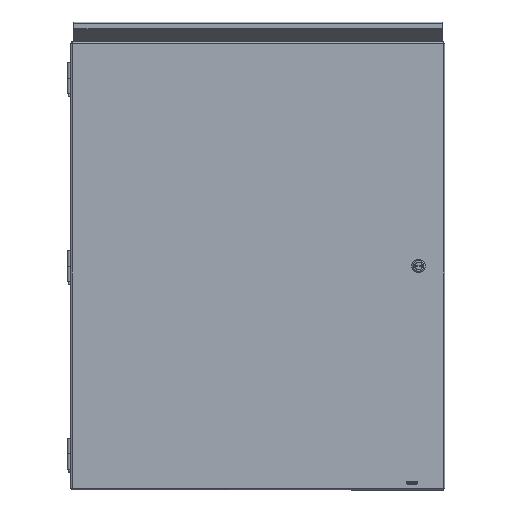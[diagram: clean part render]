
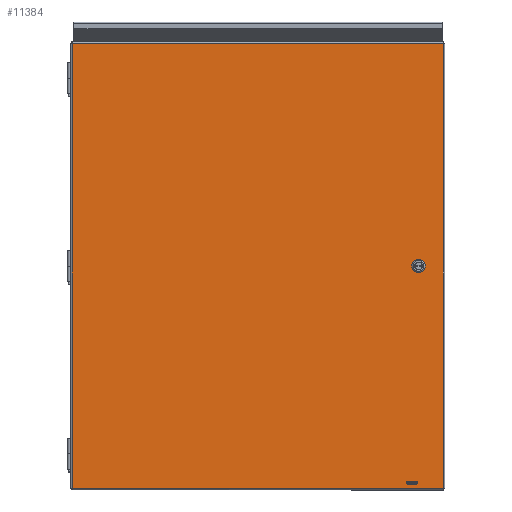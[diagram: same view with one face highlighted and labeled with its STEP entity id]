
A CAD part, top view. The second image highlights one B-rep face of the part: STEP entity #11384.
In plain terms, the highlighted planar face has unit normal (0, 0, 1).
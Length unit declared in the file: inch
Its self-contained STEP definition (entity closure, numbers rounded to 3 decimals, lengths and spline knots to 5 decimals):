
#509=FACE_BOUND($,#1885,.T.);
#510=FACE_BOUND($,#1886,.T.);
#511=FACE_BOUND($,#1887,.T.);
#731=PLANE($,#12187);
#1885=EDGE_LOOP($,(#8285,#8286,#8287,#8288));
#1886=EDGE_LOOP($,(#8289,#8290,#8291,#8292,#8293,#8294,#8295,#8296));
#1887=EDGE_LOOP($,(#8297,#8298,#8299,#8300));
#2572=CIRCLE($,#12135,0.125);
#2574=CIRCLE($,#12139,0.125);
#2577=CIRCLE($,#12144,0.453);
#2579=CIRCLE($,#12148,0.453);
#2581=CIRCLE($,#12152,0.453);
#2583=CIRCLE($,#12156,0.453);
#3175=LINE($,#17136,#4167);
#3179=LINE($,#17147,#4171);
#3184=LINE($,#17162,#4176);
#3188=LINE($,#17174,#4180);
#3192=LINE($,#17186,#4184);
#3196=LINE($,#17196,#4188);
#3198=LINE($,#17210,#4190);
#3214=LINE($,#17312,#4206);
#3229=LINE($,#17412,#4221);
#3244=LINE($,#17511,#4236);
#4167=VECTOR($,#13723,0.625);
#4171=VECTOR($,#13735,0.625);
#4176=VECTOR($,#13748,0.42712);
#4180=VECTOR($,#13760,0.42712);
#4184=VECTOR($,#13772,0.42712);
#4188=VECTOR($,#13784,0.42712);
#4190=VECTOR($,#13788,30.1251);
#4206=VECTOR($,#13818,36.1251);
#4221=VECTOR($,#13847,30.1251);
#4236=VECTOR($,#13876,36.1251);
#5121=VERTEX_POINT($,#17126);
#5122=VERTEX_POINT($,#17127);
#5125=VERTEX_POINT($,#17135);
#5127=VERTEX_POINT($,#17141);
#5131=VERTEX_POINT($,#17153);
#5132=VERTEX_POINT($,#17155);
#5134=VERTEX_POINT($,#17161);
#5136=VERTEX_POINT($,#17167);
#5138=VERTEX_POINT($,#17173);
#5140=VERTEX_POINT($,#17179);
#5142=VERTEX_POINT($,#17185);
#5144=VERTEX_POINT($,#17191);
#5147=VERTEX_POINT($,#17201);
#5148=VERTEX_POINT($,#17209);
#5159=VERTEX_POINT($,#17311);
#5169=VERTEX_POINT($,#17411);
#6239=EDGE_CURVE($,#5121,#5122,#2572,.T.);
#6243=EDGE_CURVE($,#5125,#5121,#3175,.T.);
#6246=EDGE_CURVE($,#5127,#5125,#2574,.T.);
#6249=EDGE_CURVE($,#5122,#5127,#3179,.T.);
#6253=EDGE_CURVE($,#5132,#5131,#2577,.T.);
#6256=EDGE_CURVE($,#5134,#5132,#3184,.T.);
#6259=EDGE_CURVE($,#5136,#5134,#2579,.T.);
#6262=EDGE_CURVE($,#5138,#5136,#3188,.T.);
#6265=EDGE_CURVE($,#5140,#5138,#2581,.T.);
#6268=EDGE_CURVE($,#5142,#5140,#3192,.T.);
#6271=EDGE_CURVE($,#5144,#5142,#2583,.T.);
#6274=EDGE_CURVE($,#5131,#5144,#3196,.T.);
#6277=EDGE_CURVE($,#5148,#5147,#3198,.T.);
#6297=EDGE_CURVE($,#5159,#5148,#3214,.T.);
#6316=EDGE_CURVE($,#5169,#5159,#3229,.T.);
#6335=EDGE_CURVE($,#5147,#5169,#3244,.T.);
#8285=ORIENTED_EDGE($,*,*,#6239,.T.);
#8286=ORIENTED_EDGE($,*,*,#6249,.T.);
#8287=ORIENTED_EDGE($,*,*,#6246,.T.);
#8288=ORIENTED_EDGE($,*,*,#6243,.T.);
#8289=ORIENTED_EDGE($,*,*,#6253,.T.);
#8290=ORIENTED_EDGE($,*,*,#6274,.T.);
#8291=ORIENTED_EDGE($,*,*,#6271,.T.);
#8292=ORIENTED_EDGE($,*,*,#6268,.T.);
#8293=ORIENTED_EDGE($,*,*,#6265,.T.);
#8294=ORIENTED_EDGE($,*,*,#6262,.T.);
#8295=ORIENTED_EDGE($,*,*,#6259,.T.);
#8296=ORIENTED_EDGE($,*,*,#6256,.T.);
#8297=ORIENTED_EDGE($,*,*,#6277,.T.);
#8298=ORIENTED_EDGE($,*,*,#6335,.T.);
#8299=ORIENTED_EDGE($,*,*,#6316,.T.);
#8300=ORIENTED_EDGE($,*,*,#6297,.T.);
#11384=ADVANCED_FACE($,(#509,#510,#511),#731,.T.);
#12135=AXIS2_PLACEMENT_3D($,#17128,#13715,#13716);
#12139=AXIS2_PLACEMENT_3D($,#17142,#13728,#13729);
#12144=AXIS2_PLACEMENT_3D($,#17156,#13742,#13743);
#12148=AXIS2_PLACEMENT_3D($,#17168,#13754,#13755);
#12152=AXIS2_PLACEMENT_3D($,#17180,#13766,#13767);
#12156=AXIS2_PLACEMENT_3D($,#17192,#13778,#13779);
#12187=AXIS2_PLACEMENT_3D($,#17598,#13903,#13904);
#13715=DIRECTION('center_axis',(0.,0.,-1.));
#13716=DIRECTION('ref_axis',(0.,-1.,0.));
#13723=DIRECTION($,(1.,0.,0.));
#13728=DIRECTION('center_axis',(0.,0.,-1.));
#13729=DIRECTION('ref_axis',(0.,1.,0.));
#13735=DIRECTION($,(-1.,0.,0.));
#13742=DIRECTION('center_axis',(0.,0.,-1.));
#13743=DIRECTION('ref_axis',(0.882,0.471,0.));
#13748=DIRECTION($,(1.,0.,0.));
#13754=DIRECTION('center_axis',(0.,0.,-1.));
#13755=DIRECTION('ref_axis',(-0.471,0.882,0.));
#13760=DIRECTION($,(0.,1.,0.));
#13766=DIRECTION('center_axis',(0.,0.,-1.));
#13767=DIRECTION('ref_axis',(-0.882,-0.471,0.));
#13772=DIRECTION($,(-1.,0.,0.));
#13778=DIRECTION('center_axis',(0.,0.,-1.));
#13779=DIRECTION('ref_axis',(0.471,-0.882,0.));
#13784=DIRECTION($,(0.,-1.,0.));
#13788=DIRECTION($,(1.,0.,0.));
#13818=DIRECTION($,(0.,-1.,0.));
#13847=DIRECTION($,(-1.,0.,0.));
#13876=DIRECTION($,(0.,1.,0.));
#13903=DIRECTION('center_axis',(0.,0.,1.));
#13904=DIRECTION('ref_axis',(1.,0.,0.));
#17126=CARTESIAN_POINT('',(12.84375,-17.46875,0.0937));
#17127=CARTESIAN_POINT('',(12.84375,-17.71875,0.0937));
#17128=CARTESIAN_POINT('Origin',(12.84375,-17.59375,0.0937));
#17135=CARTESIAN_POINT('',(12.21875,-17.46875,0.0937));
#17136=CARTESIAN_POINT($,(6.10938,-17.46875,0.0937));
#17141=CARTESIAN_POINT('',(12.21875,-17.71875,0.0937));
#17142=CARTESIAN_POINT('Origin',(12.21875,-17.59375,0.0937));
#17147=CARTESIAN_POINT($,(6.42188,-17.71875,0.0937));
#17153=CARTESIAN_POINT('',(13.462,0.21356,0.0937));
#17155=CARTESIAN_POINT('',(13.27612,0.3995,0.0937));
#17156=CARTESIAN_POINT('Origin',(13.06248,0.00005,
0.0937));
#17161=CARTESIAN_POINT('',(12.849,0.3995,0.0937));
#17162=CARTESIAN_POINT($,(6.63806,0.3995,0.0937));
#17167=CARTESIAN_POINT('',(12.663,0.21356,0.0937));
#17168=CARTESIAN_POINT('Origin',(13.06248,-0.00005,
0.0937));
#17173=CARTESIAN_POINT('',(12.663,-0.21356,0.0937));
#17174=CARTESIAN_POINT($,(12.663,0.10678,0.0937));
#17179=CARTESIAN_POINT('',(12.84894,-0.3995,0.0937));
#17180=CARTESIAN_POINT('Origin',(13.0625,0.,
0.0937));
#17185=CARTESIAN_POINT('',(13.27606,-0.3995,0.0937));
#17186=CARTESIAN_POINT($,(6.42447,-0.3995,0.0937));
#17191=CARTESIAN_POINT('',(13.462,-0.21356,0.0937));
#17192=CARTESIAN_POINT('Origin',(13.0625,0.,0.0937));
#17196=CARTESIAN_POINT($,(13.462,-0.10678,0.0937));
#17201=CARTESIAN_POINT('',(15.06255,-18.06255,0.0937));
#17209=CARTESIAN_POINT('',(-15.06255,-18.06255,0.0937));
#17210=CARTESIAN_POINT($,(-7.53128,-18.06255,0.0937));
#17311=CARTESIAN_POINT('',(-15.06255,18.06255,0.0937));
#17312=CARTESIAN_POINT($,(-15.06255,9.03128,0.0937));
#17411=CARTESIAN_POINT('',(15.06255,18.06255,0.0937));
#17412=CARTESIAN_POINT($,(7.53128,18.06255,0.0937));
#17511=CARTESIAN_POINT($,(15.06255,-9.03128,0.0937));
#17598=CARTESIAN_POINT('Origin',(0.,0.,
0.0937));
